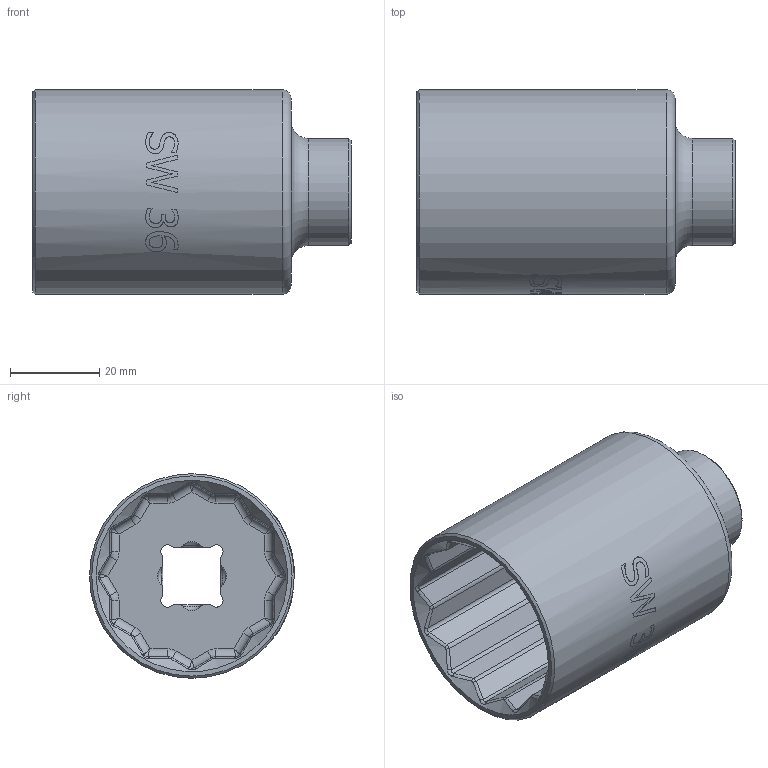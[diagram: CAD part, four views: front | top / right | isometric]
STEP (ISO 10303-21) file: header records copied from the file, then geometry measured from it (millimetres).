
FILE_DESCRIPTION(/* description */ ('Montagewerkzeug'),/* implementation_level */ '2;1');
FILE_NAME(/* name */ 'SNSW36-RST.stp',/* time_stamp */ '2025-01-22T09:14:31+01:00',/* author */ ('sl'),/* organization */ (''),/* preprocessor_version */ 'ST-DEVELOPER v16.5',/* originating_system */ 'Autodesk Inventor 2017',/* authorisation */ '');
FILE_SCHEMA (('CONFIG_CONTROL_DESIGN'));
Length unit declared in the file: millimetre
Products named in the file (1): SNSW36
Bounding box: 71.5 x 46.05 x 46 mm (x, y, z)
Volume: 33164.4 mm3; surface area: 19931.9 mm2
Topology: 1 solids, 1 shells, 286 faces, 747 edges, 458 vertices
Faces by surface type: bspline 130, cylinder 79, plane 59, torus 14, cone 4
Full cylindrical faces by diameter (mm): 24 x1, 46 x1
Entity records: 11824 total; most frequent: CARTESIAN_POINT 5581, ORIENTED_EDGE 1442, DIRECTION 1051, EDGE_CURVE 721, VERTEX_POINT 452, AXIS2_PLACEMENT_3D 410, EDGE_LOOP 303, FACE_OUTER_BOUND 286
